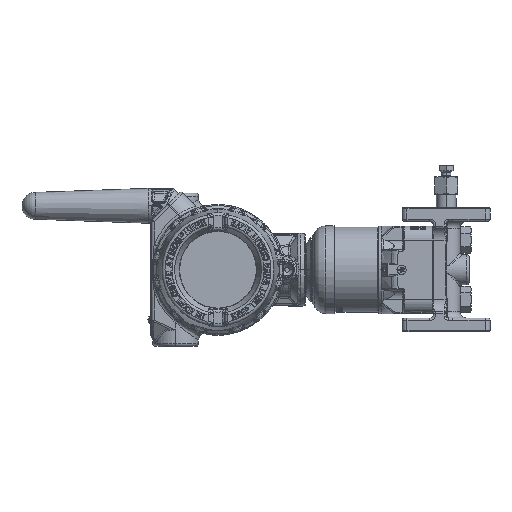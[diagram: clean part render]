
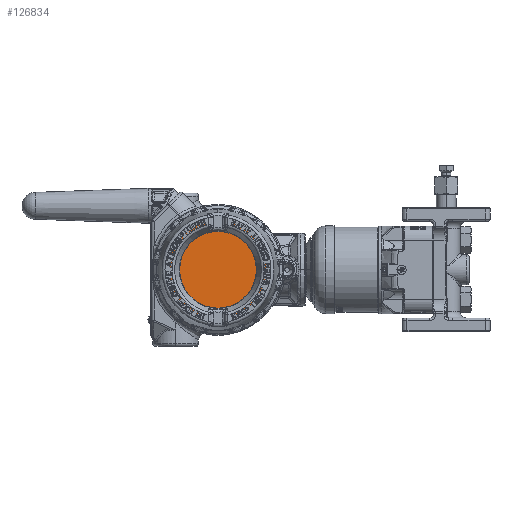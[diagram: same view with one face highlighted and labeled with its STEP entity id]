
A CAD part, left-side view. The second image highlights one B-rep face of the part: STEP entity #126834.
In plain terms, the highlighted planar face has unit normal (-1, 0, 0).
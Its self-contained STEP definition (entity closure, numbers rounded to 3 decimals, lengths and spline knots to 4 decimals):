
#126739=CARTESIAN_POINT('',(-2.41,0.,0.));
#126740=DIRECTION('',(1.,0.,0.));
#126741=DIRECTION('',(0.,1.,0.));
#126742=AXIS2_PLACEMENT_3D('',#126739,#126740,#126741);
#126744=CARTESIAN_POINT('',(-2.41,0.,0.));
#126745=DIRECTION('',(1.,0.,0.));
#126746=DIRECTION('',(0.,-1.,0.));
#126747=AXIS2_PLACEMENT_3D('',#126744,#126745,#126746);
#126795=CARTESIAN_POINT('',(-2.41,-1.34,0.));
#126796=CARTESIAN_POINT('',(-2.41,1.34,0.));
#126797=VERTEX_POINT('',#126795);
#126798=VERTEX_POINT('',#126796);
#126823=CARTESIAN_POINT('',(-2.41,0.,0.));
#126824=DIRECTION('',(-1.,0.,0.));
#126825=DIRECTION('',(0.,-1.,0.));
#126826=AXIS2_PLACEMENT_3D('',#126823,#126824,#126825);
#126827=PLANE('',#126826);
#126829=ORIENTED_EDGE('',*,*,#126828,.T.);
#126831=ORIENTED_EDGE('',*,*,#126830,.T.);
#126832=EDGE_LOOP('',(#126829,#126831));
#126833=FACE_OUTER_BOUND('',#126832,.F.);
#126743=CIRCLE('',#126742,1.34);
#126748=CIRCLE('',#126747,1.34);
#126828=EDGE_CURVE('',#126798,#126797,#126743,.T.);
#126830=EDGE_CURVE('',#126797,#126798,#126748,.T.);
#126834=ADVANCED_FACE('',(#126833),#126827,.T.);
